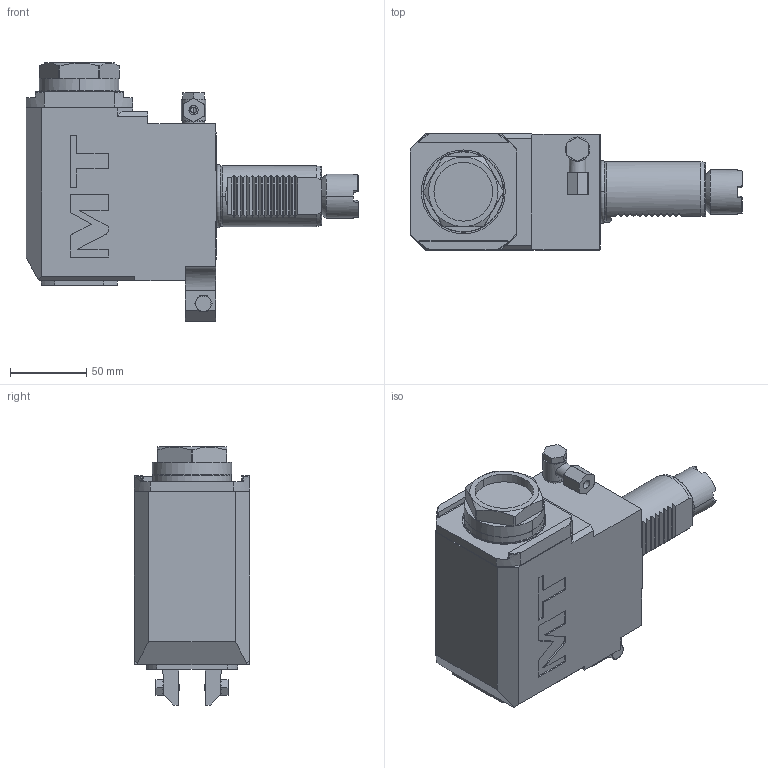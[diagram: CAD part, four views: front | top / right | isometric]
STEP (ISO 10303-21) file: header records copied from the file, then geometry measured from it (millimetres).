
FILE_DESCRIPTION((''),'2;1');
FILE_NAME('OKU0850140_CONF','2024-12-04T09:01:52',('fpalella'),('M.T. srl'),'CREO PARAMETRIC BY PTC INC, 2023352','CREO PARAMETRIC BY PTC INC, 2023352','');
FILE_SCHEMA(('CONFIG_CONTROL_DESIGN'));
Length unit declared in the file: millimetre
Products named in the file (1): OKU0850140_CONF
Bounding box: 217.95 x 76 x 169.5 mm (x, y, z)
Volume: 1201743.6 mm3; surface area: 102461.3 mm2
Topology: 3 solids, 3 shells, 428 faces, 1086 edges, 699 vertices
Faces by surface type: plane 253, cylinder 115, cone 43, torus 13, extrusion 4
Entity records: 13959 total; most frequent: CARTESIAN_POINT 3688, ORIENTED_EDGE 2168, DIRECTION 2068, EDGE_CURVE 1084, AXIS2_PLACEMENT_3D 744, VERTEX_POINT 699, VECTOR 580, LINE 576
